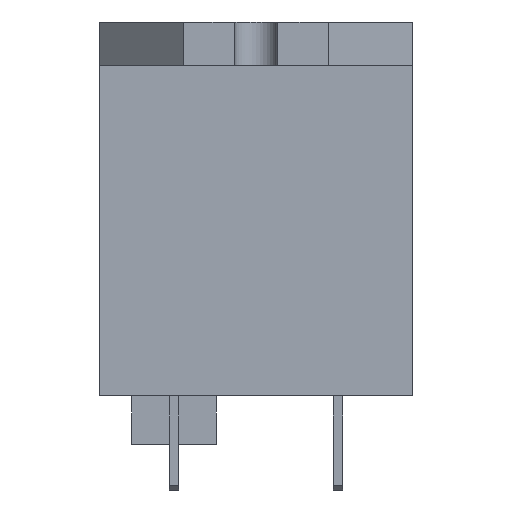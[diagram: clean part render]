
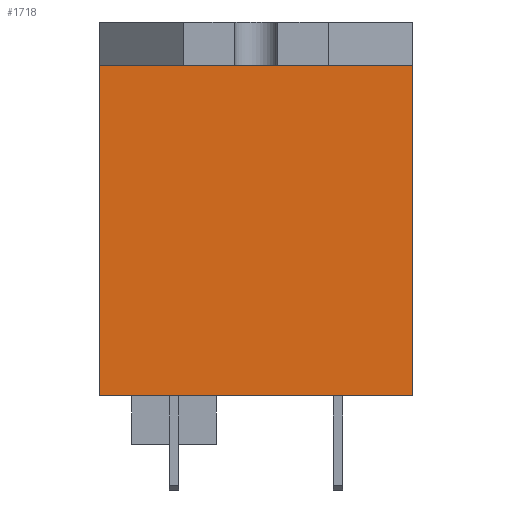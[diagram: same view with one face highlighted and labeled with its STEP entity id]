
A CAD part, left-side view. The second image highlights one B-rep face of the part: STEP entity #1718.
In plain terms, the highlighted planar face has unit normal (-1, 0, 0).
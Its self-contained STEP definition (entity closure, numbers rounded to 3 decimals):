
#338=CARTESIAN_POINT('POINT27',(-25.019,16.51,-4.572));
#339=VERTEX_POINT('VERTEX27',#338);
#369=CARTESIAN_POINT('POINT29',(-25.019,-16.51,-4.572));
#370=VERTEX_POINT('VERTEX29',#369);
#371=CARTESIAN_POINT('POS45',(-25.019,0.,
   -4.572));
#372=DIRECTION('DIR59',(0.,-1.,0.));
#373=VECTOR('VEC31',#372,25.4);
#374=LINE('STRAIGHT31',#371,#373);
#375=EDGE_CURVE('EDGE39',#339,#370,#374,.T.);
#1653=CARTESIAN_POINT('POINT123',(-25.019,16.51,-39.37));
#1654=VERTEX_POINT('VERTEX123',#1653);
#1655=CARTESIAN_POINT('POS197',(-25.019,16.51,-34.671));
#1656=DIRECTION('DIR256',(0.,0.,1.));
#1657=VECTOR('VEC138',#1656,25.4);
#1658=LINE('STRAIGHT138',#1655,#1657);
#1659=EDGE_CURVE('EDGE168',#1654,#339,#1658,.T.);
#1695=CARTESIAN_POINT('POINT125',(-25.019,-16.51,-39.37))
   ;
#1696=VERTEX_POINT('VERTEX125',#1695);
#1697=CARTESIAN_POINT('POS201',(-25.019,-16.51,-34.671));
#1698=DIRECTION('DIR261',(0.,0.,1.));
#1699=VECTOR('VEC141',#1698,25.4);
#1700=LINE('STRAIGHT141',#1697,#1699);
#1701=EDGE_CURVE('EDGE171',#1696,#370,#1700,.T.);
#1702=ORIENTED_EDGE('COEDGE252',*,*,#1701,.T.);
#1703=ORIENTED_EDGE('COEDGE253',*,*,#375,.F.);
#1704=ORIENTED_EDGE('COEDGE254',*,*,#1659,.F.);
#1705=CARTESIAN_POINT('POS202',(-25.019,0.,
   -39.37));
#1706=DIRECTION('DIR262',(0.,1.,0.));
#1707=VECTOR('VEC142',#1706,25.4);
#1708=LINE('STRAIGHT142',#1705,#1707);
#1709=EDGE_CURVE('EDGE172',#1696,#1654,#1708,.T.);
#1710=ORIENTED_EDGE('COEDGE255',*,*,#1709,.F.);
#1711=EDGE_LOOP('NONE',(#1702,#1703,#1704,#1710));
#1712=FACE_BOUND('LOOP1',#1711,.T.);
#1713=CARTESIAN_POINT('POS203',(-25.019,0.,
   -34.671));
#1714=DIRECTION('DIR263',(1.,0.,0.));
#1715=DIRECTION('DIR264',(0.,1.,0.));
#1716=AXIS2_PLACEMENT_3D('AXIS61',#1713,#1714,#1715);
#1717=PLANE('PLANE40',#1716);
#1718=ADVANCED_FACE('FACE56',(#1712),#1717,.F.);
